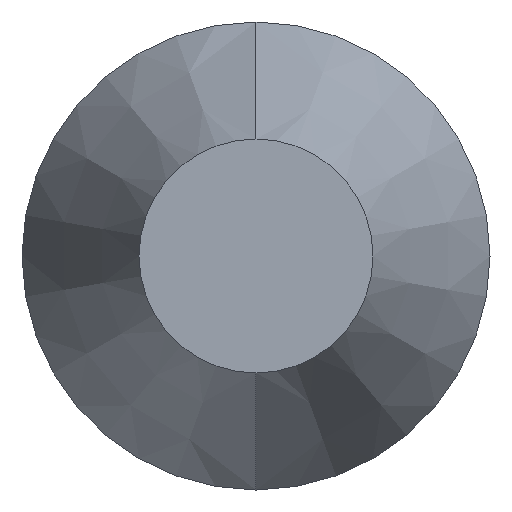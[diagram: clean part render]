
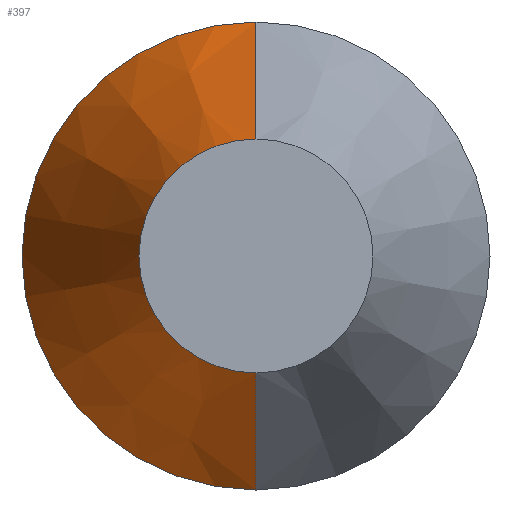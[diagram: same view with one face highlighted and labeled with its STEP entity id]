
A CAD part, left-side view. The second image highlights one B-rep face of the part: STEP entity #397.
In plain terms, the highlighted conical face has half-angle 22.62 degrees and reference radius 2.5 mm.
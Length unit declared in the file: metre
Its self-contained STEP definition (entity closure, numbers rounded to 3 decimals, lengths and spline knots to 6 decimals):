
#31 = DIRECTION ( 'NONE',  ( 1., 0., 0. ) ) ;
#38 = CIRCLE ( 'NONE', #70, 0.00125 ) ;
#48 = CONICAL_SURFACE ( 'NONE', #277, 0.0025, 0.395 ) ;
#56 = VERTEX_POINT ( 'NONE', #330 ) ;
#70 = AXIS2_PLACEMENT_3D ( 'NONE', #284, #355, #279 ) ;
#78 = DIRECTION ( 'NONE',  ( 0.923, 0., 0.385 ) ) ;
#97 = AXIS2_PLACEMENT_3D ( 'NONE', #248, #140, #133 ) ;
#110 = VERTEX_POINT ( 'NONE', #131 ) ;
#131 = CARTESIAN_POINT ( 'NONE',  ( 0.002, 0., 0.00125 ) ) ;
#133 = DIRECTION ( 'NONE',  ( 0., 0., -1. ) ) ;
#138 = VERTEX_POINT ( 'NONE', #344 ) ;
#140 = DIRECTION ( 'NONE',  ( 1., 0., 0. ) ) ;
#153 = LINE ( 'NONE', #258, #374 ) ;
#172 = ORIENTED_EDGE ( 'NONE', *, *, #297, .F. ) ;
#216 = EDGE_LOOP ( 'NONE', ( #274, #247, #172, #288 ) ) ;
#220 = FACE_OUTER_BOUND ( 'NONE', #216, .T. ) ;
#228 = DIRECTION ( 'NONE',  ( 0.923, 0., -0.385 ) ) ;
#239 = EDGE_CURVE ( 'NONE', #56, #138, #416, .T. ) ;
#241 = EDGE_CURVE ( 'NONE', #110, #413, #153, .T. ) ;
#247 = ORIENTED_EDGE ( 'NONE', *, *, #241, .T. ) ;
#248 = CARTESIAN_POINT ( 'NONE',  ( 0.005, 0., 0. ) ) ;
#258 = CARTESIAN_POINT ( 'NONE',  ( 0.005, 0., 0.0025 ) ) ;
#274 = ORIENTED_EDGE ( 'NONE', *, *, #365, .F. ) ;
#277 = AXIS2_PLACEMENT_3D ( 'NONE', #326, #31, #456 ) ;
#279 = DIRECTION ( 'NONE',  ( 0., 0., -1. ) ) ;
#281 = CARTESIAN_POINT ( 'NONE',  ( 0.005, 0., 0.0025 ) ) ;
#284 = CARTESIAN_POINT ( 'NONE',  ( 0.002, 0., 0. ) ) ;
#288 = ORIENTED_EDGE ( 'NONE', *, *, #239, .F. ) ;
#297 = EDGE_CURVE ( 'NONE', #138, #413, #315, .T. ) ;
#315 = CIRCLE ( 'NONE', #97, 0.0025 ) ;
#326 = CARTESIAN_POINT ( 'NONE',  ( 0.005, 0., 0. ) ) ;
#330 = CARTESIAN_POINT ( 'NONE',  ( 0.002, 0., -0.00125 ) ) ;
#344 = CARTESIAN_POINT ( 'NONE',  ( 0.005, 0., -0.0025 ) ) ;
#355 = DIRECTION ( 'NONE',  ( -1., 0., 0. ) ) ;
#365 = EDGE_CURVE ( 'NONE', #110, #56, #38, .T. ) ;
#374 = VECTOR ( 'NONE', #78, 1. ) ;
#397 = ADVANCED_FACE ( 'NONE', ( #220 ), #48, .T. ) ;
#405 = VECTOR ( 'NONE', #228, 1. ) ;
#413 = VERTEX_POINT ( 'NONE', #281 ) ;
#416 = LINE ( 'NONE', #435, #405 ) ;
#435 = CARTESIAN_POINT ( 'NONE',  ( 0.005, 0., -0.0025 ) ) ;
#456 = DIRECTION ( 'NONE',  ( 0., 0., -1. ) ) ;
